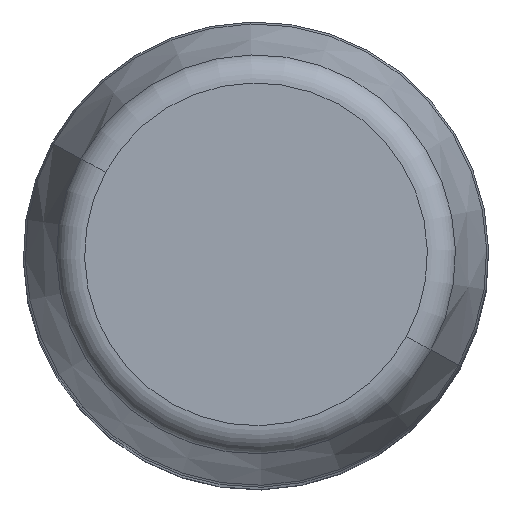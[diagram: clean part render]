
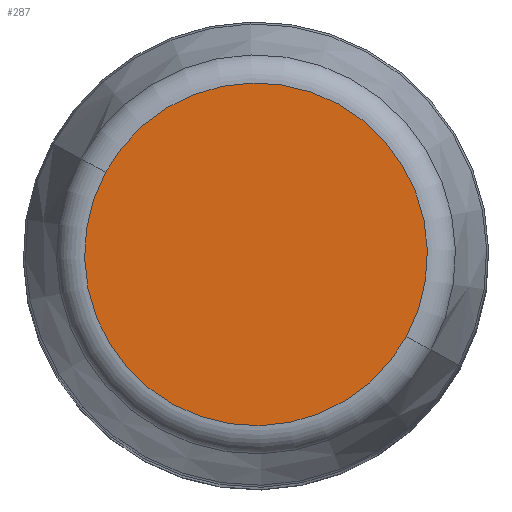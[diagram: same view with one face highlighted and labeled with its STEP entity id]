
A CAD part, top view. The second image highlights one B-rep face of the part: STEP entity #287.
In plain terms, the highlighted planar face has unit normal (0, 0, 1).
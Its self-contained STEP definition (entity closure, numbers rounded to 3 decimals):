
#264=CARTESIAN_POINT('Axis2P3D Location',(0.,0.,93.)) ;
#269=CARTESIAN_POINT('Axis2P3D Location',(0.,0.,93.)) ;
#273=CARTESIAN_POINT('Vertex',(-10.343,5.65,93.)) ;
#275=CARTESIAN_POINT('Vertex',(10.343,-5.65,93.)) ;
#278=CARTESIAN_POINT('Axis2P3D Location',(0.,0.,93.)) ;
#265=DIRECTION('Axis2P3D Direction',(0.,0.,-1.)) ;
#266=DIRECTION('Axis2P3D XDirection',(1.,0.,0.)) ;
#270=DIRECTION('Axis2P3D Direction',(0.,0.,-1.)) ;
#279=DIRECTION('Axis2P3D Direction',(0.,0.,-1.)) ;
#267=AXIS2_PLACEMENT_3D('Plane Axis2P3D',#264,#265,#266) ;
#271=AXIS2_PLACEMENT_3D('Circle Axis2P3D',#269,#270,$) ;
#280=AXIS2_PLACEMENT_3D('Circle Axis2P3D',#278,#279,$) ;
#284=ORIENTED_EDGE('',*,*,#277,.F.) ;
#285=ORIENTED_EDGE('',*,*,#282,.F.) ;
#287=ADVANCED_FACE('PartBody',(#286),#268,.F.) ;
#272=CIRCLE('generated circle',#271,11.786) ;
#281=CIRCLE('generated circle',#280,11.786) ;
#277=EDGE_CURVE('',#274,#276,#272,.T.) ;
#282=EDGE_CURVE('',#276,#274,#281,.T.) ;
#283=EDGE_LOOP('',(#284,#285)) ;
#286=FACE_OUTER_BOUND('',#283,.T.) ;
#268=PLANE('Plane',#267) ;
#274=VERTEX_POINT('',#273) ;
#276=VERTEX_POINT('',#275) ;
